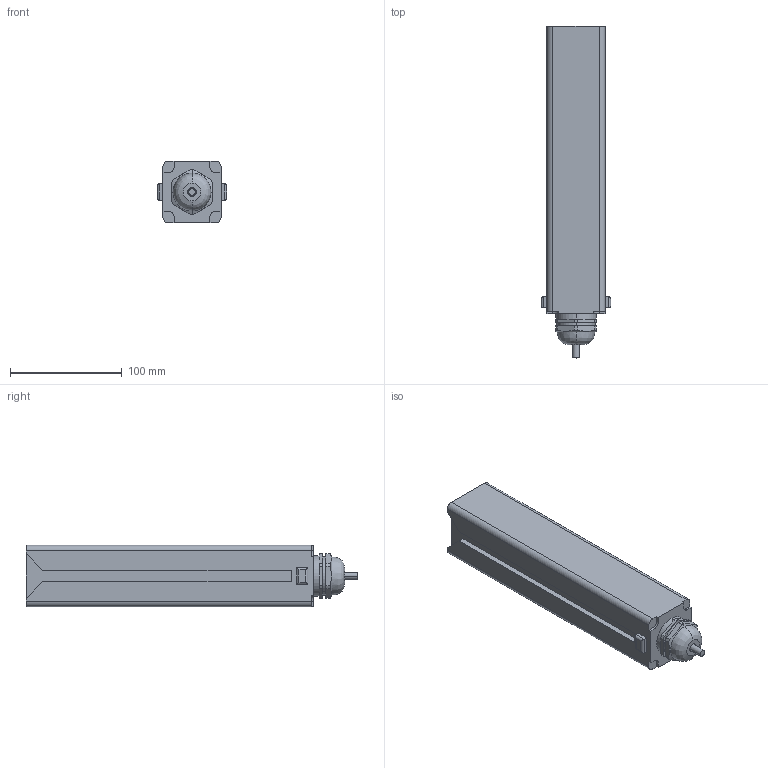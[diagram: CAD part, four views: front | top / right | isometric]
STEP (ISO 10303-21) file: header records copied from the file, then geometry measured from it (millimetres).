
FILE_DESCRIPTION((''),'2;1');
FILE_NAME('SLC14_F300139A','2006-01-03T',('Pepperl+Fuchs'),('Industriehansa'),'PRO/ENGINEER BY PARAMETRIC TECHNOLOGY CORPORATION, 2005290','PRO/ENGINEER BY PARAMETRIC TECHNOLOGY CORPORATION, 2005290','');
FILE_SCHEMA(('AUTOMOTIVE_DESIGN_CC2 { 1 2 10303 214 -1 1 5 2 }'));
Length unit declared in the file: millimetre
Products named in the file (1): SLC14_F300139A
Bounding box: 62 x 296.79 x 55 mm (x, y, z)
Volume: 729618.5 mm3; surface area: 67610 mm2
Topology: 1 solids, 1 shells, 103 faces, 273 edges, 182 vertices
Faces by surface type: plane 63, cylinder 36, cone 2, revolution 2
Entity records: 4656 total; most frequent: CARTESIAN_POINT 675, ORIENTED_EDGE 532, DIRECTION 531, PRESENTATION_STYLE_ASSIGNMENT 319, STYLED_ITEM 279, CURVE_STYLE 277, EDGE_CURVE 266, VECTOR 189
